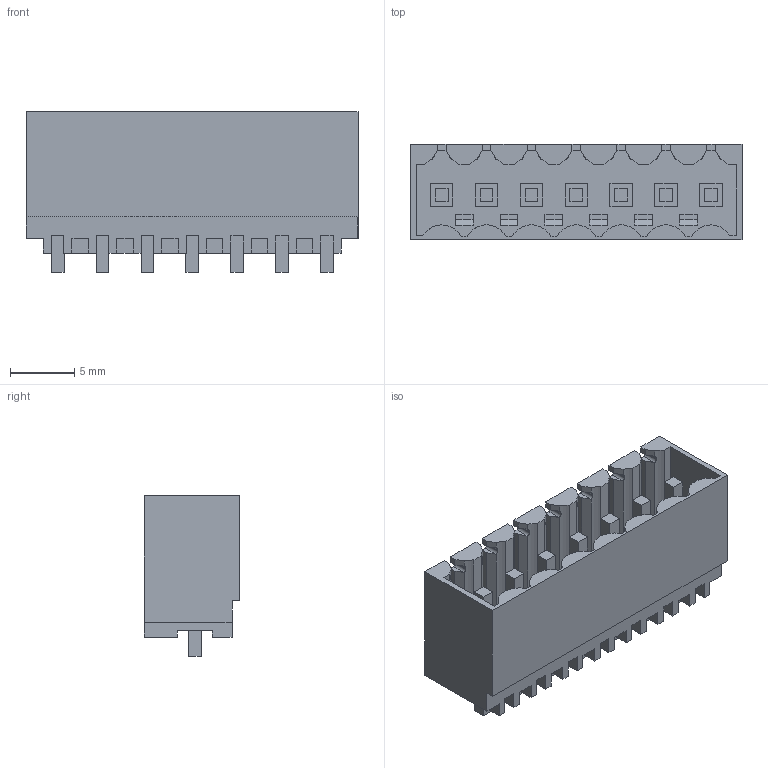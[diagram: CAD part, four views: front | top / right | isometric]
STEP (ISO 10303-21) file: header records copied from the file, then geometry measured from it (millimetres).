
FILE_DESCRIPTION(('CATIA V5 STEP Exchange','CAx-IF Rec.Pracs.--- Model Styling and Organization---1.2---2011-12-15'),'2;1');
FILE_NAME ('D1455473_0_1753032001_1753032001.stp','2018-03-13T13:30:31+00:00',('none'),('Weidmueller'),'CATIA Version 5-6 Release 2014','CATIA V5 STEP AP214','none');
FILE_SCHEMA(('AUTOMOTIVE_DESIGN { 1 0 10303 214 1 1 1 1 }'));
Length unit declared in the file: millimetre
Products named in the file (1): 1753032001
Bounding box: 25.9 x 7.45 x 12.55 mm (x, y, z)
Volume: 841.6 mm3; surface area: 2430.7 mm2
Topology: 8 solids, 8 shells, 517 faces, 1520 edges, 1032 vertices
Faces by surface type: plane 468, cylinder 49
Entity records: 17712 total; most frequent: CARTESIAN_POINT 3564, ORIENTED_EDGE 3040, DIRECTION 2449, EDGE_CURVE 1520, VECTOR 1394, LINE 1394, VERTEX_POINT 1032, EDGE_LOOP 544
